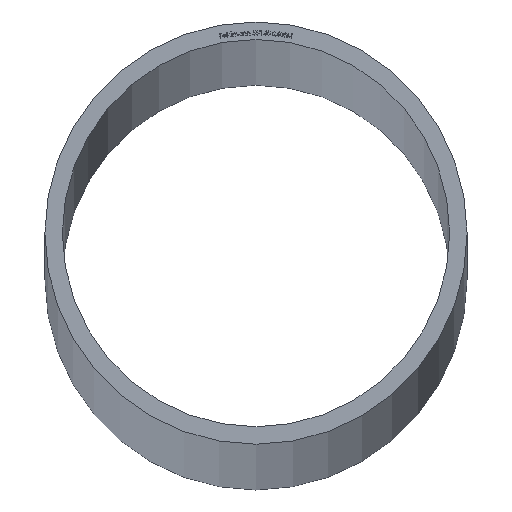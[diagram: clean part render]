
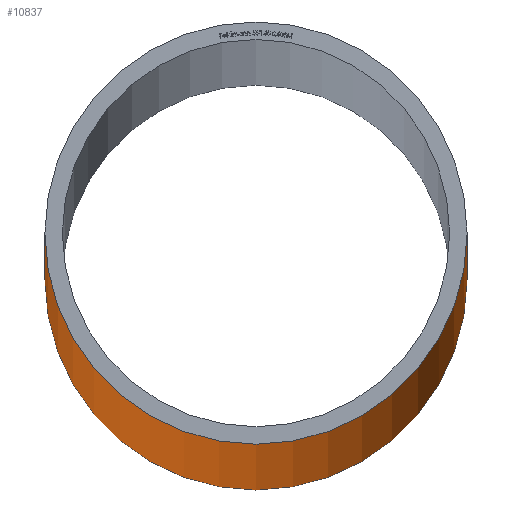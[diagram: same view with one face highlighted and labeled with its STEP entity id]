
A CAD part, top view. The second image highlights one B-rep face of the part: STEP entity #10837.
In plain terms, the highlighted cylindrical face has radius 24.15 mm (diameter 48.3 mm), a partial arc.
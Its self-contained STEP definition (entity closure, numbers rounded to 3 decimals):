
#489 = LINE ( 'NONE', #587, #804 ) ;
#587 = CARTESIAN_POINT ( 'NONE',  ( -24.15, 0., -3000. ) ) ;
#621 = DIRECTION ( 'NONE',  ( 0., 0., 1. ) ) ;
#804 = VECTOR ( 'NONE', #7994, 1000. ) ;
#1781 = VERTEX_POINT ( 'NONE', #6075 ) ;
#1873 = CARTESIAN_POINT ( 'NONE',  ( -24.15, 0., 0. ) ) ;
#2272 = VECTOR ( 'NONE', #13020, 1000. ) ;
#2583 = LINE ( 'NONE', #11982, #2272 ) ;
#2742 = CARTESIAN_POINT ( 'NONE',  ( 0., 0., 0. ) ) ;
#3112 = VERTEX_POINT ( 'NONE', #1873 ) ;
#3273 = CARTESIAN_POINT ( 'NONE',  ( 24.15, 0., 0. ) ) ;
#3369 = DIRECTION ( 'NONE',  ( 0., 0., 1. ) ) ;
#3425 = AXIS2_PLACEMENT_3D ( 'NONE', #11038, #3369, #4759 ) ;
#3810 = DIRECTION ( 'NONE',  ( 1., 0., 0. ) ) ;
#3947 = VERTEX_POINT ( 'NONE', #8229 ) ;
#4759 = DIRECTION ( 'NONE',  ( 1., 0., 0. ) ) ;
#5246 = EDGE_CURVE ( 'NONE', #3947, #3112, #489, .T. ) ;
#5259 = CYLINDRICAL_SURFACE ( 'NONE', #3425, 24.15 ) ;
#6075 = CARTESIAN_POINT ( 'NONE',  ( 24.15, 0., -3000. ) ) ;
#6966 = CARTESIAN_POINT ( 'NONE',  ( 0., 0., -3000. ) ) ;
#7994 = DIRECTION ( 'NONE',  ( 0., 0., 1. ) ) ;
#8024 = DIRECTION ( 'NONE',  ( 1., 0., 0. ) ) ;
#8229 = CARTESIAN_POINT ( 'NONE',  ( -24.15, 0., -3000. ) ) ;
#8283 = VERTEX_POINT ( 'NONE', #3273 ) ;
#8370 = FACE_OUTER_BOUND ( 'NONE', #12470, .T. ) ;
#8831 = AXIS2_PLACEMENT_3D ( 'NONE', #6966, #621, #8024 ) ;
#9434 = EDGE_CURVE ( 'NONE', #1781, #8283, #2583, .T. ) ;
#9957 = ORIENTED_EDGE ( 'NONE', *, *, #10532, .F. ) ;
#10128 = DIRECTION ( 'NONE',  ( 0., 0., 1. ) ) ;
#10532 = EDGE_CURVE ( 'NONE', #3112, #8283, #12426, .T. ) ;
#10610 = ORIENTED_EDGE ( 'NONE', *, *, #11720, .T. ) ;
#10837 = ADVANCED_FACE ( 'NONE', ( #8370 ), #5259, .T. ) ;
#11038 = CARTESIAN_POINT ( 'NONE',  ( 0., 0., -3000. ) ) ;
#11422 = AXIS2_PLACEMENT_3D ( 'NONE', #2742, #10128, #3810 ) ;
#11720 = EDGE_CURVE ( 'NONE', #3947, #1781, #13204, .T. ) ;
#11982 = CARTESIAN_POINT ( 'NONE',  ( 24.15, 0., -3000. ) ) ;
#12426 = CIRCLE ( 'NONE', #11422, 24.15 ) ;
#12470 = EDGE_LOOP ( 'NONE', ( #13360, #10610, #12726, #9957 ) ) ;
#12726 = ORIENTED_EDGE ( 'NONE', *, *, #9434, .T. ) ;
#13020 = DIRECTION ( 'NONE',  ( 0., 0., 1. ) ) ;
#13204 = CIRCLE ( 'NONE', #8831, 24.15 ) ;
#13360 = ORIENTED_EDGE ( 'NONE', *, *, #5246, .F. ) ;
